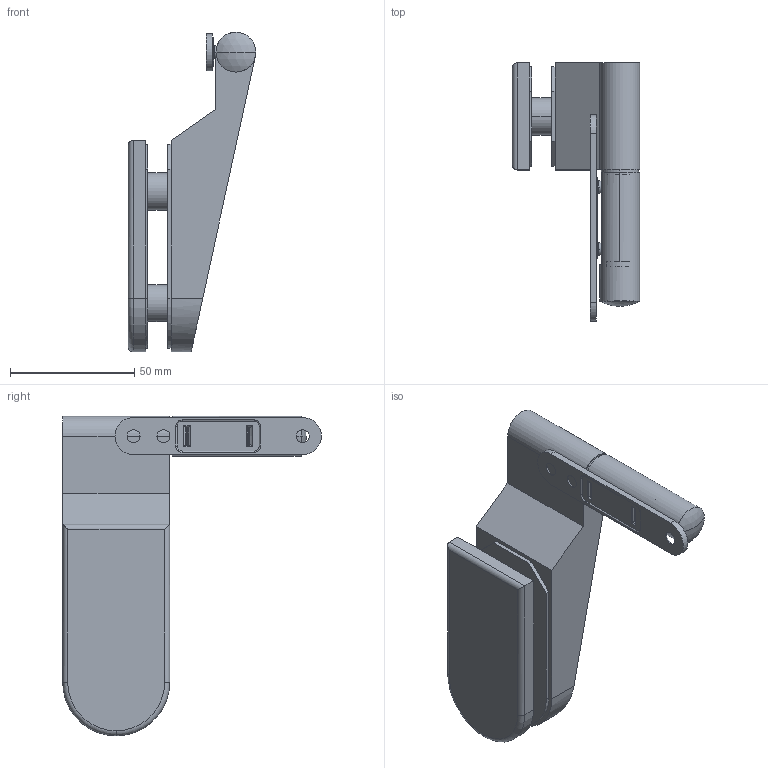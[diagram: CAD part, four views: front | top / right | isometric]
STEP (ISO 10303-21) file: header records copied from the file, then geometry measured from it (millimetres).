
FILE_DESCRIPTION (( 'STEP AP203' ), '1' );
FILE_NAME ('GS-AL_D-805_S_E-B.STEP', '2019-04-03T08:53:12', ( '' ), ( '' ), 'SwSTEP 2.0', 'SolidWorks 2018', '' );
FILE_SCHEMA (( 'CONFIG_CONTROL_DESIGN' ));
Length unit declared in the file: millimetre
Products named in the file (14): GS-AL_D-805_S_E-B.P11; GS-AL_D-805_S_E-B.P6; GS-AL_D-805_S_E-B.P10; GS-AL_D-805_S_E-B.P1; GS-AL_D-805_S_E-B.P4; GS-AL_D-805_S_E-B; GS-AL_D-805_S_E-B.A1_skupina; GS-AL_D-805_S_E-B.A2_skupina; skrutka DIN 7991_M6x25_10.9_Zn_render; GS-AL_D-805_S_E-B.P12; GS-AL_D-805_S_E-B.P2; GS-AL_D-805_S_E-B.P5; GS-AL_D-805_S_E-B.P13; GS-AL_D-805_S_E-B.P3
Assembly tree (17 placements, depth 3):
  GS-AL_D-805_S_E-B
    GS-AL_D-805_S_E-B.A2_skupina
      GS-AL_D-805_S_E-B.P10
      GS-AL_D-805_S_E-B.P11  x2
      GS-AL_D-805_S_E-B.P13
    GS-AL_D-805_S_E-B.A1_skupina
      GS-AL_D-805_S_E-B.P1
      GS-AL_D-805_S_E-B.P2
      GS-AL_D-805_S_E-B.P3
      GS-AL_D-805_S_E-B.P4  x2
      GS-AL_D-805_S_E-B.P5
      skrutka DIN 7991_M6x25_10.9_Zn_render  x2
      GS-AL_D-805_S_E-B.P6  x2
    GS-AL_D-805_S_E-B.P12
Bounding box: 51.3 x 104 x 128.5 mm (x, y, z)
Volume: 129070.5 mm3; surface area: 67703.4 mm2
Topology: 15 solids, 15 shells, 377 faces, 905 edges, 564 vertices
Faces by surface type: cylinder 192, plane 101, cone 58, torus 16, bspline 6, sphere 4
Entity records: 12496 total; most frequent: CARTESIAN_POINT 4911, DIRECTION 1276, ORIENTED_EDGE 1254, EDGE_CURVE 627, AXIS2_PLACEMENT_3D 495, VERTEX_POINT 394, EDGE_LOOP 303, VECTOR 286
